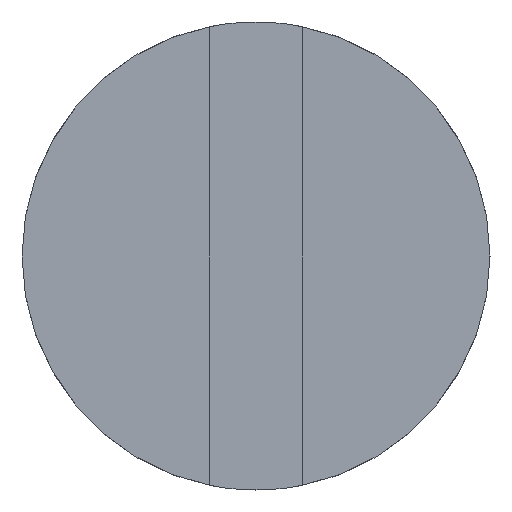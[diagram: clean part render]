
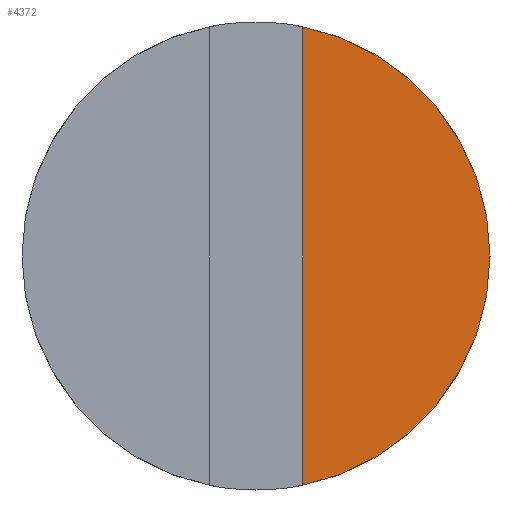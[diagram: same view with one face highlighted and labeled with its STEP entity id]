
A CAD part, left-side view. The second image highlights one B-rep face of the part: STEP entity #4372.
In plain terms, the highlighted planar face has unit normal (-1, 0, 0).
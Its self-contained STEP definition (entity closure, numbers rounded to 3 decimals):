
#598 = CARTESIAN_POINT ( 'NONE',  ( 0., -0.3, -1.5 ) ) ;
#1259 = EDGE_CURVE ( 'NONE', #9898, #8077, #7434, .T. ) ;
#2229 = DIRECTION ( 'NONE',  ( 0., 0., -1. ) ) ;
#2776 = AXIS2_PLACEMENT_3D ( 'NONE', #8891, #3864, #5495 ) ;
#3147 = FACE_OUTER_BOUND ( 'NONE', #3661, .T. ) ;
#3661 = EDGE_LOOP ( 'NONE', ( #4022, #6282 ) ) ;
#3864 = DIRECTION ( 'NONE',  ( -1., 0., 0. ) ) ;
#4022 = ORIENTED_EDGE ( 'NONE', *, *, #5017, .T. ) ;
#4372 = ADVANCED_FACE ( 'NONE', ( #3147 ), #7239, .F. ) ;
#5017 = EDGE_CURVE ( 'NONE', #8077, #9898, #6345, .T. ) ;
#5495 = DIRECTION ( 'NONE',  ( 0., 0., 1. ) ) ;
#6282 = ORIENTED_EDGE ( 'NONE', *, *, #1259, .T. ) ;
#6345 = LINE ( 'NONE', #598, #7339 ) ;
#7239 = PLANE ( 'NONE',  #7946 ) ;
#7339 = VECTOR ( 'NONE', #2229, 1000. ) ;
#7434 = CIRCLE ( 'NONE', #2776, 1.5 ) ;
#7946 = AXIS2_PLACEMENT_3D ( 'NONE', #8056, #8871, #7953 ) ;
#7953 = DIRECTION ( 'NONE',  ( 0., 0., -1. ) ) ;
#8056 = CARTESIAN_POINT ( 'NONE',  ( 0., 1.5, 0. ) ) ;
#8077 = VERTEX_POINT ( 'NONE', #8315 ) ;
#8315 = CARTESIAN_POINT ( 'NONE',  ( 0., -0.3, 1.47 ) ) ;
#8871 = DIRECTION ( 'NONE',  ( 1., 0., 0. ) ) ;
#8891 = CARTESIAN_POINT ( 'NONE',  ( 0., 0., 0. ) ) ;
#9898 = VERTEX_POINT ( 'NONE', #10623 ) ;
#10623 = CARTESIAN_POINT ( 'NONE',  ( 0., -0.3, -1.47 ) ) ;
